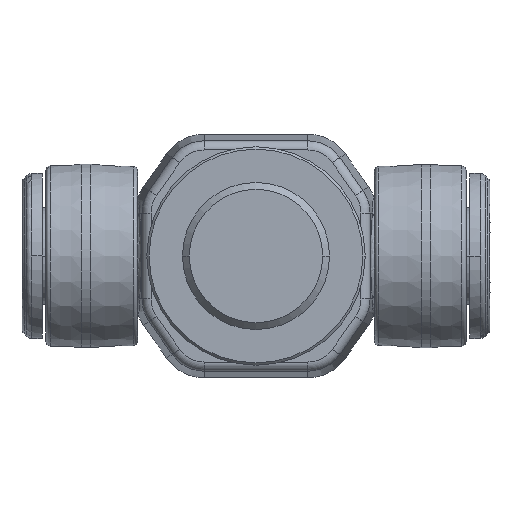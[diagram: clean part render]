
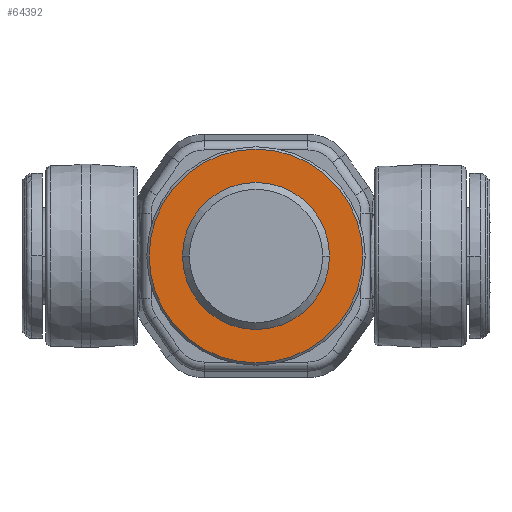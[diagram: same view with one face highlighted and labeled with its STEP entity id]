
A CAD part, front view. The second image highlights one B-rep face of the part: STEP entity #64392.
In plain terms, the highlighted planar face has unit normal (0, -1, 0).
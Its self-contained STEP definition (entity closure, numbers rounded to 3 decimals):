
#62392=CARTESIAN_POINT('',(0.,-10.,0.));
#62393=DIRECTION('',(0.,-1.,0.));
#62394=DIRECTION('',(1.,0.,0.));
#62395=AXIS2_PLACEMENT_3D('',#62392,#62393,#62394);
#62397=CARTESIAN_POINT('',(0.,-10.,0.));
#62398=DIRECTION('',(0.,-1.,0.));
#62399=DIRECTION('',(-1.,0.,0.));
#62400=AXIS2_PLACEMENT_3D('',#62397,#62398,#62399);
#62402=CARTESIAN_POINT('',(0.,-10.,0.));
#62403=DIRECTION('',(0.,1.,0.));
#62404=DIRECTION('',(-1.,0.,0.));
#62405=AXIS2_PLACEMENT_3D('',#62402,#62403,#62404);
#62416=CARTESIAN_POINT('',(0.,-10.,0.));
#62417=DIRECTION('',(0.,-1.,0.));
#62418=DIRECTION('',(-1.,0.,0.));
#62419=AXIS2_PLACEMENT_3D('',#62416,#62417,#62418);
#63823=CARTESIAN_POINT('',(46.5,-10.,0.));
#63824=CARTESIAN_POINT('',(-46.5,-10.,0.));
#63825=VERTEX_POINT('',#63823);
#63826=VERTEX_POINT('',#63824);
#63939=CARTESIAN_POINT('',(-32.,-10.,0.));
#63940=CARTESIAN_POINT('',(32.,-10.,0.));
#63941=VERTEX_POINT('',#63939);
#63942=VERTEX_POINT('',#63940);
#64376=CARTESIAN_POINT('',(0.,-10.,0.));
#64377=DIRECTION('',(0.,1.,0.));
#64378=DIRECTION('',(1.,0.,0.));
#64379=AXIS2_PLACEMENT_3D('',#64376,#64377,#64378);
#64380=PLANE('68',#64379);
#64381=ORIENTED_EDGE('184',*,*,#64366,.F.);
#64383=ORIENTED_EDGE('186',*,*,#64382,.F.);
#64384=EDGE_LOOP('68',(#64381,#64383));
#64385=FACE_OUTER_BOUND('68',#64384,.F.);
#64387=ORIENTED_EDGE('3862',*,*,#64386,.F.);
#64389=ORIENTED_EDGE('3888',*,*,#64388,.T.);
#64390=EDGE_LOOP('68',(#64387,#64389));
#64391=FACE_BOUND('68',#64390,.F.);
#62396=CIRCLE('184',#62395,46.5);
#62401=CIRCLE('186',#62400,46.5);
#62406=CIRCLE('3862',#62405,32.);
#62420=CIRCLE('3888',#62419,32.);
#64366=EDGE_CURVE('184',#63825,#63826,#62396,.T.);
#64382=EDGE_CURVE('186',#63826,#63825,#62401,.T.);
#64386=EDGE_CURVE('3862',#63941,#63942,#62406,.T.);
#64388=EDGE_CURVE('3888',#63941,#63942,#62420,.T.);
#64392=ADVANCED_FACE('68',(#64385,#64391),#64380,.F.);
